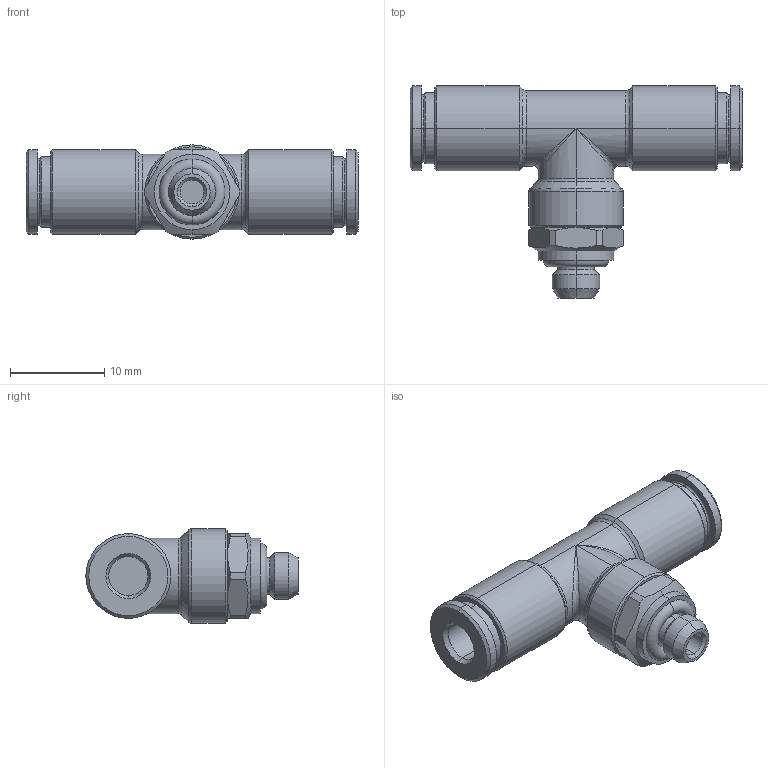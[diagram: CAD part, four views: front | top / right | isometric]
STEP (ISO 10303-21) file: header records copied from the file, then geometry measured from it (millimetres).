
FILE_DESCRIPTION (( 'STEP AP203' ), '1' );
FILE_NAME ('X0110010.STEP', '2010-10-20T08:42:59', ( '' ), ( 'sopra-pneumatic' ), 'SwSTEP 2.0', 'SolidWorks 2009', '' );
FILE_SCHEMA (( 'CONFIG_CONTROL_DESIGN' ));
Length unit declared in the file: millimetre
Products named in the file (1): X0110010
Bounding box: 35.21 x 22.5 x 10 mm (x, y, z)
Volume: 2383.3 mm3; surface area: 2044.3 mm2
Topology: 1 solids, 5 shells, 121 faces, 248 edges, 143 vertices
Faces by surface type: cylinder 47, cone 33, plane 21, torus 18, bspline 2
Entity records: 3924 total; most frequent: CARTESIAN_POINT 1290, DIRECTION 591, ORIENTED_EDGE 488, AXIS2_PLACEMENT_3D 256, EDGE_CURVE 244, VERTEX_POINT 143, CIRCLE 136, EDGE_LOOP 131
